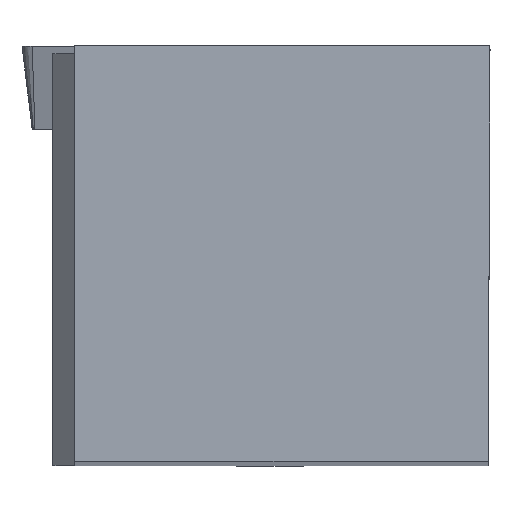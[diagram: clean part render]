
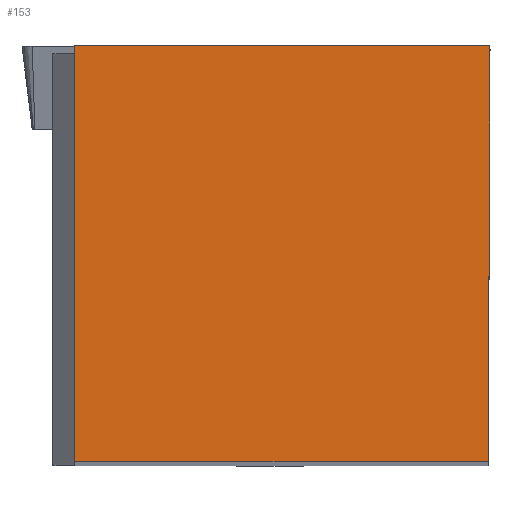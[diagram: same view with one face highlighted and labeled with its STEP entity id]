
A CAD part, top view. The second image highlights one B-rep face of the part: STEP entity #153.
In plain terms, the highlighted planar face has unit normal (0, 0, 1).
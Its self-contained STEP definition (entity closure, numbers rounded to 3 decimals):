
#123=FACE_OUTER_BOUND('',#346,.T.);
#153=ADVANCED_FACE('BLANK_BOXF006',(#123),#178,.F.);
#178=PLANE('',#754);
#200=LINE('',#1037,#254);
#204=LINE('',#1045,#258);
#210=LINE('',#1058,#264);
#233=LINE('',#1146,#287);
#254=VECTOR('',#845,1.);
#258=VECTOR('',#851,1.);
#264=VECTOR('',#859,1.);
#287=VECTOR('',#904,1.);
#346=EDGE_LOOP('',(#454,#455,#456,#457));
#454=ORIENTED_EDGE('',*,*,#595,.F.);
#455=ORIENTED_EDGE('',*,*,#622,.F.);
#456=ORIENTED_EDGE('',*,*,#589,.F.);
#457=ORIENTED_EDGE('',*,*,#585,.F.);
#527=VERTEX_POINT('',#1036);
#528=VERTEX_POINT('',#1038);
#531=VERTEX_POINT('',#1046);
#536=VERTEX_POINT('',#1057);
#585=EDGE_CURVE('',#527,#528,#200,.T.);
#589=EDGE_CURVE('',#528,#531,#204,.T.);
#595=EDGE_CURVE('',#536,#527,#210,.T.);
#622=EDGE_CURVE('',#531,#536,#233,.T.);
#754=AXIS2_PLACEMENT_3D('',#1147,#905,#906);
#845=DIRECTION('',(1.,0.,0.));
#851=DIRECTION('',(-0.004,-1.,0.));
#859=DIRECTION('',(0.,1.,0.));
#904=DIRECTION('',(-1.,0.,0.));
#905=DIRECTION('',(0.,0.,-1.));
#906=DIRECTION('',(-1.,0.,0.));
#1036=CARTESIAN_POINT('',(-11.875,11.875,0.));
#1037=CARTESIAN_POINT('',(-92.35,11.875,0.));
#1038=CARTESIAN_POINT('',(0.,11.875,0.));
#1045=CARTESIAN_POINT('',(0.351,92.349,0.));
#1046=CARTESIAN_POINT('',(-0.052,0.,0.));
#1057=CARTESIAN_POINT('',(-11.875,0.,0.));
#1058=CARTESIAN_POINT('',(-11.875,-92.35,0.));
#1146=CARTESIAN_POINT('',(92.35,0.,0.));
#1147=CARTESIAN_POINT('',(-17.35,-5.,0.));
